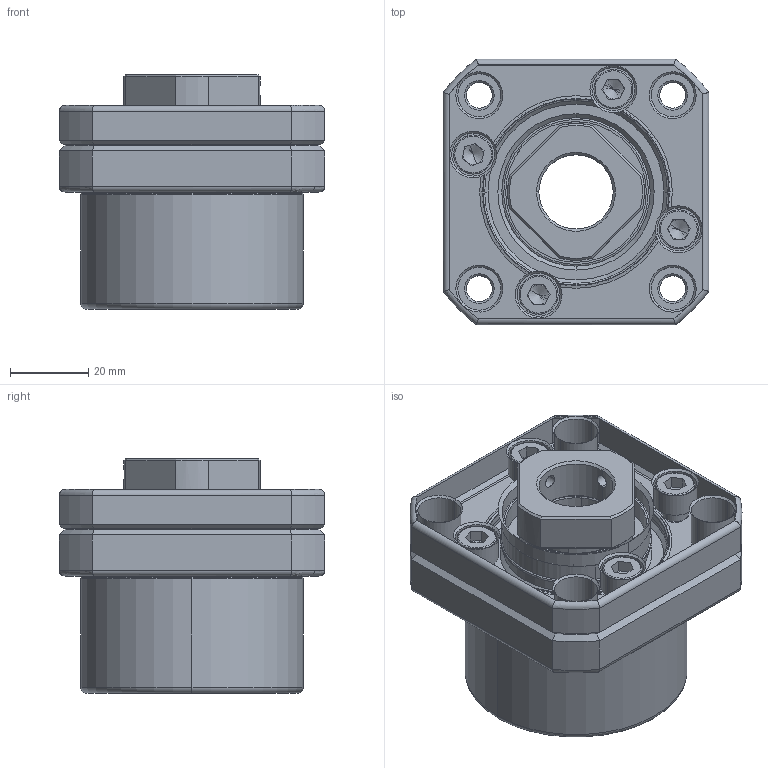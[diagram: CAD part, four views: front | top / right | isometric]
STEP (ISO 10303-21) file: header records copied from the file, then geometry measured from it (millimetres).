
FILE_DESCRIPTION (( 'STEP AP214' ), '1' );
FILE_NAME ('FK20疒玉.STEP', '2018-12-10T05:11:20', ( 'Windows 荤侩磊' ), ( '' ), 'SwSTEP 2.0', 'SolidWorks 2013', '' );
FILE_SCHEMA (( 'AUTOMOTIVE_DESIGN' ));
Length unit declared in the file: millimetre
Products named in the file (8): FK20軸承_(成_); FK.EK20間隔環; (FK)20軸封; 7204A軸承 ; FK20軸承座_體(成_); FK20疒玉; M6 x 10螺絲; 20鎖固螺帽
Assembly tree (12 placements, depth 2):
  FK20疒玉
    FK20軸承座_體(成_)
    7204A軸承   x2
    (FK)20軸封  x2
    FK.EK20間隔環
    FK20軸承_(成_)
    20鎖固螺帽
    M6 x 10螺絲  x4
Bounding box: 68 x 68 x 60 mm (x, y, z)
Volume: 128951.2 mm3; surface area: 68011.8 mm2
Topology: 36 solids, 36 shells, 530 faces, 1233 edges, 749 vertices
Faces by surface type: cylinder 155, plane 132, cone 105, torus 56, sphere 44, bspline 38
Entity records: 12284 total; most frequent: CARTESIAN_POINT 3314, DIRECTION 1920, ORIENTED_EDGE 1626, AXIS2_PLACEMENT_3D 820, EDGE_CURVE 813, VERTEX_POINT 494, CIRCLE 448, EDGE_LOOP 435
